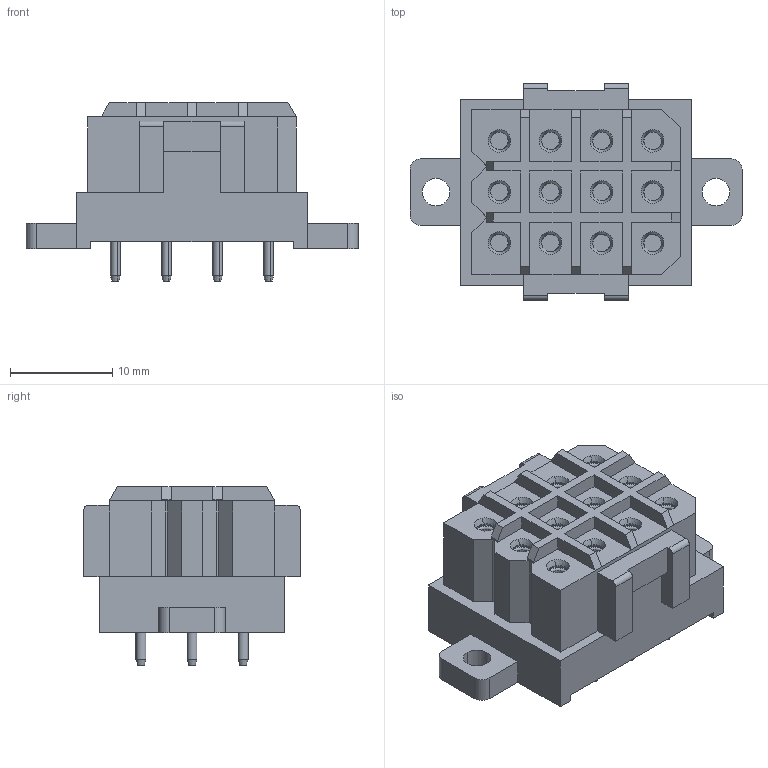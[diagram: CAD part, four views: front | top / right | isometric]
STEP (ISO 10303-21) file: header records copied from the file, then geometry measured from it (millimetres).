
FILE_DESCRIPTION(('CATIA V5 STEP Exchange','CAx-IF Rec.Pracs.--- Model Styling and Organization---1.2---2011-12-15'),'2;1');
FILE_NAME ('D1452035_0_1443700000_1443700000.stp','2018-09-20T17:22:58+00:00',('none'),('Weidmueller'),'CATIA Version 5-6 Release 2014','CATIA V5 STEP AP214','none');
FILE_SCHEMA(('AUTOMOTIVE_DESIGN { 1 0 10303 214 1 1 1 1 }'));
Length unit declared in the file: millimetre
Products named in the file (1): 1443700000
Bounding box: 32.5 x 21.2 x 17.5 mm (x, y, z)
Volume: 4592.9 mm3; surface area: 5409.4 mm2
Topology: 13 solids, 13 shells, 510 faces, 1112 edges, 678 vertices
Faces by surface type: plane 184, cylinder 182, cone 96, torus 48
Entity records: 12038 total; most frequent: ORIENTED_EDGE 2224, CARTESIAN_POINT 2033, DIRECTION 1560, EDGE_CURVE 1112, AXIS2_PLACEMENT_3D 757, VERTEX_POINT 678, EDGE_LOOP 588, VECTOR 578
